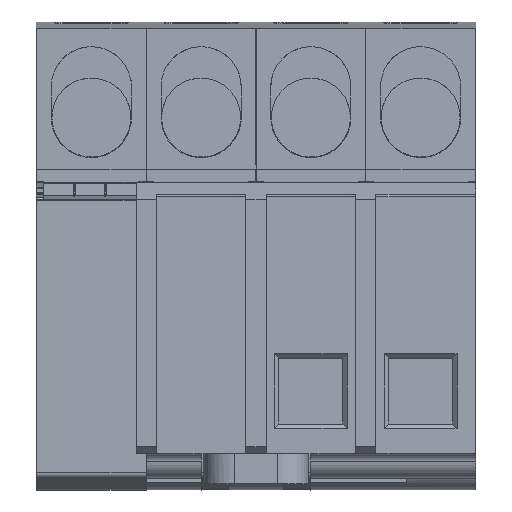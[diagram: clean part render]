
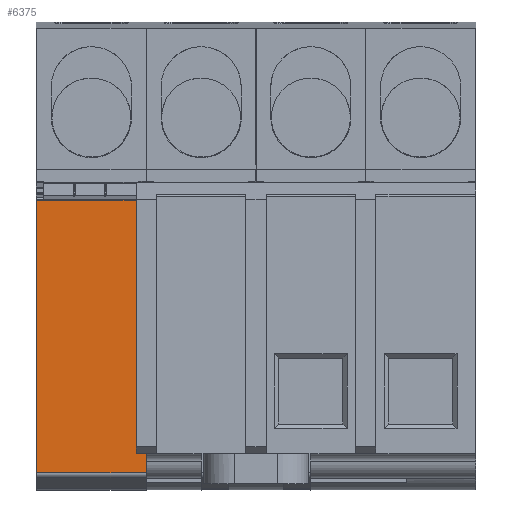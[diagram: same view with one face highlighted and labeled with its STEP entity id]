
A CAD part, front view. The second image highlights one B-rep face of the part: STEP entity #6375.
In plain terms, the highlighted planar face has unit normal (0, -1, 0).
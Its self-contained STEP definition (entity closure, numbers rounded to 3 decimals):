
#2365=AXIS2_PLACEMENT_3D('Plane Axis2P3D',#2362,#2363,#2364) ;
#2362=CARTESIAN_POINT('Axis2P3D Location',(17.8,6.5,47.678)) ;
#2509=CARTESIAN_POINT('Vertex',(17.8,6.5,5.9)) ;
#3420=CARTESIAN_POINT('Vertex',(0.,6.5,2.821)) ;
#3423=CARTESIAN_POINT('Line Origine',(0.,6.5,24.897)) ;
#3427=CARTESIAN_POINT('Vertex',(0.,6.5,46.974)) ;
#5083=CARTESIAN_POINT('Vertex',(16.15,6.5,46.974)) ;
#5086=CARTESIAN_POINT('Line Origine',(16.15,6.5,26.437)) ;
#5090=CARTESIAN_POINT('Vertex',(16.15,6.5,5.9)) ;
#5820=CARTESIAN_POINT('Line Origine',(16.975,6.5,5.9)) ;
#5839=CARTESIAN_POINT('Line Origine',(17.8,6.5,4.36)) ;
#5843=CARTESIAN_POINT('Vertex',(17.8,6.5,2.821)) ;
#6349=CARTESIAN_POINT('Line Origine',(9.51,6.5,2.821)) ;
#6362=CARTESIAN_POINT('Line Origine',(8.075,6.5,46.974)) ;
#2363=DIRECTION('Axis2P3D Direction',(0.,1.,0.)) ;
#2364=DIRECTION('Axis2P3D XDirection',(-1.,0.,0.)) ;
#3424=DIRECTION('Vector Direction',(0.,0.,-1.)) ;
#5087=DIRECTION('Vector Direction',(0.,0.,-1.)) ;
#5821=DIRECTION('Vector Direction',(-1.,0.,0.)) ;
#5840=DIRECTION('Vector Direction',(0.,0.,-1.)) ;
#6350=DIRECTION('Vector Direction',(1.,0.,0.)) ;
#6363=DIRECTION('Vector Direction',(1.,0.,0.)) ;
#3425=VECTOR('Line Direction',#3424,1.) ;
#5088=VECTOR('Line Direction',#5087,1.) ;
#5822=VECTOR('Line Direction',#5821,1.) ;
#5841=VECTOR('Line Direction',#5840,1.) ;
#6351=VECTOR('Line Direction',#6350,1.) ;
#6364=VECTOR('Line Direction',#6363,1.) ;
#6368=ORIENTED_EDGE('',*,*,#5824,.T.) ;
#6369=ORIENTED_EDGE('',*,*,#5092,.F.) ;
#6370=ORIENTED_EDGE('',*,*,#6366,.F.) ;
#6371=ORIENTED_EDGE('',*,*,#3429,.T.) ;
#6372=ORIENTED_EDGE('',*,*,#6353,.T.) ;
#6373=ORIENTED_EDGE('',*,*,#5845,.F.) ;
#6375=ADVANCED_FACE('SOCKEL',(#6374),#2366,.F.) ;
#3429=EDGE_CURVE('',#3428,#3421,#3426,.T.) ;
#5092=EDGE_CURVE('',#5084,#5091,#5089,.T.) ;
#5824=EDGE_CURVE('',#2510,#5091,#5823,.T.) ;
#5845=EDGE_CURVE('',#2510,#5844,#5842,.T.) ;
#6353=EDGE_CURVE('',#3421,#5844,#6352,.T.) ;
#6366=EDGE_CURVE('',#3428,#5084,#6365,.T.) ;
#6367=EDGE_LOOP('',(#6368,#6369,#6370,#6371,#6372,#6373)) ;
#6374=FACE_OUTER_BOUND('',#6367,.T.) ;
#3426=LINE('Line',#3423,#3425) ;
#5089=LINE('Line',#5086,#5088) ;
#5823=LINE('Line',#5820,#5822) ;
#5842=LINE('Line',#5839,#5841) ;
#6352=LINE('Line',#6349,#6351) ;
#6365=LINE('Line',#6362,#6364) ;
#2366=PLANE('',#2365) ;
#2510=VERTEX_POINT('',#2509) ;
#3421=VERTEX_POINT('',#3420) ;
#3428=VERTEX_POINT('',#3427) ;
#5084=VERTEX_POINT('',#5083) ;
#5091=VERTEX_POINT('',#5090) ;
#5844=VERTEX_POINT('',#5843) ;
